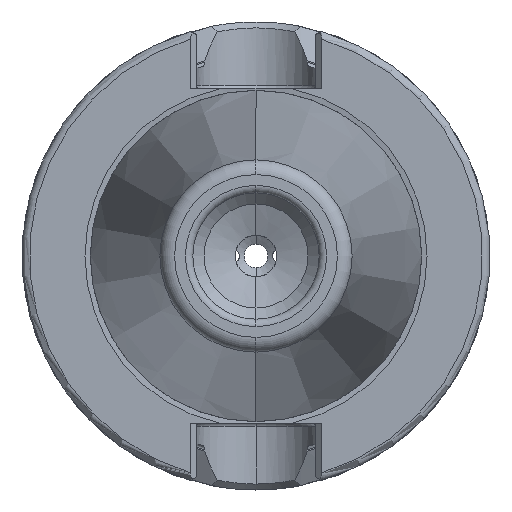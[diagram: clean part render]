
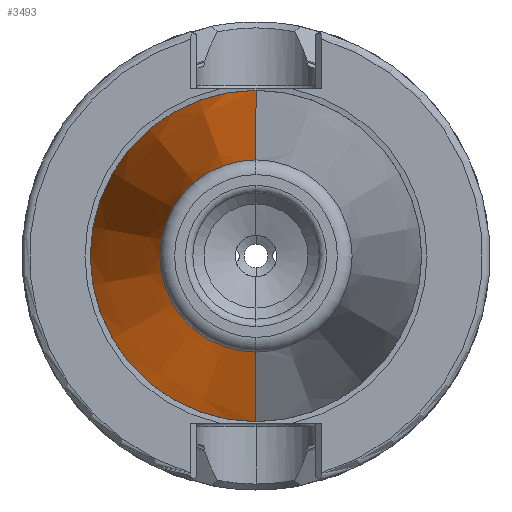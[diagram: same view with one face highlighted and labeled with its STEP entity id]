
A CAD part, left-side view. The second image highlights one B-rep face of the part: STEP entity #3493.
In plain terms, the highlighted conical face has half-angle 8.297 degrees and reference radius 22.298 mm.
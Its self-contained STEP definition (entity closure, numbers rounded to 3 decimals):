
#10 = CIRCLE ( 'NONE', #745, 12.937 ) ;
#44 = LINE ( 'NONE', #104, #1626 ) ;
#104 = CARTESIAN_POINT ( 'NONE',  ( -89.5, 0., 22.298 ) ) ;
#137 = DIRECTION ( 'NONE',  ( 0., 0., 1. ) ) ;
#169 = ORIENTED_EDGE ( 'NONE', *, *, #1655, .F. ) ;
#277 = CARTESIAN_POINT ( 'NONE',  ( -153.689, 0., -12.937 ) ) ;
#474 = DIRECTION ( 'NONE',  ( 0.99, 0., -0.144 ) ) ;
#602 = CARTESIAN_POINT ( 'NONE',  ( -153.689, 0., 0. ) ) ;
#745 = AXIS2_PLACEMENT_3D ( 'NONE', #602, #2543, #883 ) ;
#883 = DIRECTION ( 'NONE',  ( 0., 0., 1. ) ) ;
#927 = CIRCLE ( 'NONE', #1256, 22.298 ) ;
#1146 = ORIENTED_EDGE ( 'NONE', *, *, #2271, .T. ) ;
#1256 = AXIS2_PLACEMENT_3D ( 'NONE', #3450, #1826, #137 ) ;
#1277 = ORIENTED_EDGE ( 'NONE', *, *, #2904, .F. ) ;
#1321 = CARTESIAN_POINT ( 'NONE',  ( -89.5, 0., 22.298 ) ) ;
#1411 = DIRECTION ( 'NONE',  ( 1., 0., 0. ) ) ;
#1626 = VECTOR ( 'NONE', #2074, 1000. ) ;
#1655 = EDGE_CURVE ( 'NONE', #1778, #2322, #2049, .T. ) ;
#1778 = VERTEX_POINT ( 'NONE', #277 ) ;
#1826 = DIRECTION ( 'NONE',  ( -1., 0., 0. ) ) ;
#1937 = AXIS2_PLACEMENT_3D ( 'NONE', #3043, #1411, #1969 ) ;
#1969 = DIRECTION ( 'NONE',  ( 0., 0., -1. ) ) ;
#1978 = VERTEX_POINT ( 'NONE', #1321 ) ;
#2049 = LINE ( 'NONE', #2422, #3314 ) ;
#2074 = DIRECTION ( 'NONE',  ( 0.99, 0., 0.144 ) ) ;
#2271 = EDGE_CURVE ( 'NONE', #1978, #2322, #927, .T. ) ;
#2322 = VERTEX_POINT ( 'NONE', #2905 ) ;
#2396 = CARTESIAN_POINT ( 'NONE',  ( -153.689, 0., 12.937 ) ) ;
#2422 = CARTESIAN_POINT ( 'NONE',  ( -89.5, 0., -22.298 ) ) ;
#2543 = DIRECTION ( 'NONE',  ( -1., 0., 0. ) ) ;
#2586 = EDGE_LOOP ( 'NONE', ( #1277, #2896, #1146, #169 ) ) ;
#2620 = VERTEX_POINT ( 'NONE', #2396 ) ;
#2685 = FACE_OUTER_BOUND ( 'NONE', #2586, .T. ) ;
#2896 = ORIENTED_EDGE ( 'NONE', *, *, #3067, .T. ) ;
#2904 = EDGE_CURVE ( 'NONE', #2620, #1778, #10, .T. ) ;
#2905 = CARTESIAN_POINT ( 'NONE',  ( -89.5, 0., -22.298 ) ) ;
#3043 = CARTESIAN_POINT ( 'NONE',  ( -89.5, 0., 0. ) ) ;
#3067 = EDGE_CURVE ( 'NONE', #2620, #1978, #44, .T. ) ;
#3236 = CONICAL_SURFACE ( 'NONE', #1937, 22.298, 0.145 ) ;
#3314 = VECTOR ( 'NONE', #474, 1000. ) ;
#3450 = CARTESIAN_POINT ( 'NONE',  ( -89.5, 0., 0. ) ) ;
#3493 = ADVANCED_FACE ( 'NONE', ( #2685 ), #3236, .T. ) ;
